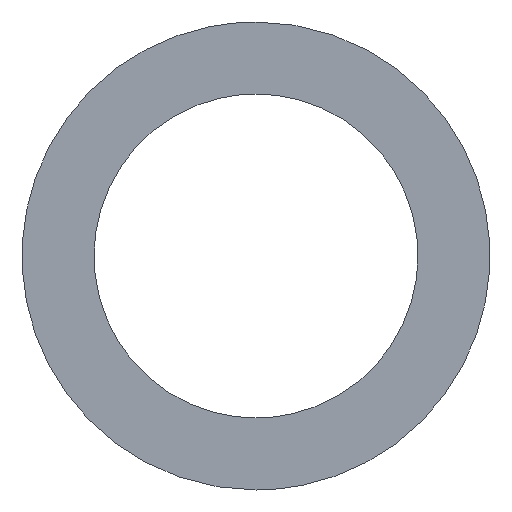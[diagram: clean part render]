
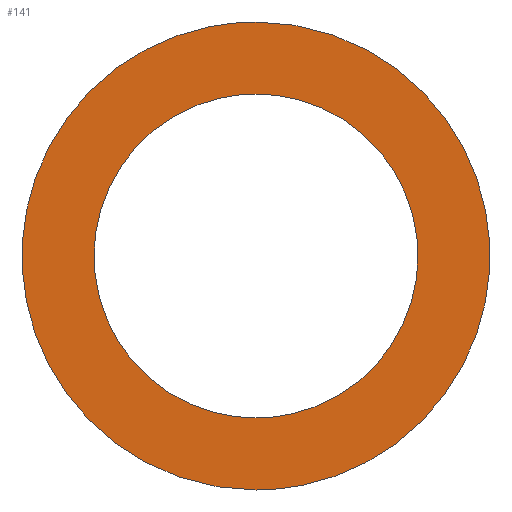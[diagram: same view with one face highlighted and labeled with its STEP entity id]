
A CAD part, front view. The second image highlights one B-rep face of the part: STEP entity #141.
In plain terms, the highlighted free-form (B-spline) face has degree [1, 1] with [2, 2] control points.
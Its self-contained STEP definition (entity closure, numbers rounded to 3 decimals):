
#24 = VERTEX_POINT('',#25);
#25 = CARTESIAN_POINT('',(0.,0.,-4.656));
#30 = EDGE_CURVE('',#24,#31,#33,.T.);
#31 = VERTEX_POINT('',#32);
#32 = CARTESIAN_POINT('',(0.,0.,4.656));
#33 = ( BOUNDED_CURVE() B_SPLINE_CURVE(2,(#34,#35,#36,#37,#38),
.UNSPECIFIED.,.F.,.F.) B_SPLINE_CURVE_WITH_KNOTS((3,2,3),(3.142,
4.712,6.283),.PIECEWISE_BEZIER_KNOTS.) CURVE() 
GEOMETRIC_REPRESENTATION_ITEM() RATIONAL_B_SPLINE_CURVE((1.,
0.707,1.,0.707,1.)) REPRESENTATION_ITEM('') );
#34 = CARTESIAN_POINT('',(0.,0.,-4.656));
#35 = CARTESIAN_POINT('',(-4.656,0.,-4.656));
#36 = CARTESIAN_POINT('',(-4.656,0.,0.));
#37 = CARTESIAN_POINT('',(-4.656,0.,4.656));
#38 = CARTESIAN_POINT('',(0.,0.,4.656));
#82 = VERTEX_POINT('',#83);
#83 = CARTESIAN_POINT('',(0.,0.,6.725));
#88 = EDGE_CURVE('',#82,#89,#91,.T.);
#89 = VERTEX_POINT('',#90);
#90 = CARTESIAN_POINT('',(0.,0.,-6.725));
#91 = ( BOUNDED_CURVE() B_SPLINE_CURVE(2,(#92,#93,#94,#95,#96),
.UNSPECIFIED.,.F.,.F.) B_SPLINE_CURVE_WITH_KNOTS((3,2,3),(0.,
1.571,3.142),.PIECEWISE_BEZIER_KNOTS.) CURVE() 
GEOMETRIC_REPRESENTATION_ITEM() RATIONAL_B_SPLINE_CURVE((1.,
0.707,1.,0.707,1.)) REPRESENTATION_ITEM('') );
#92 = CARTESIAN_POINT('',(0.,0.,6.725));
#93 = CARTESIAN_POINT('',(6.725,0.,6.725));
#94 = CARTESIAN_POINT('',(6.725,0.,0.));
#95 = CARTESIAN_POINT('',(6.725,0.,-6.725));
#96 = CARTESIAN_POINT('',(0.,0.,-6.725));
#141 = ADVANCED_FACE('',(#142,#153),#164,.F.);
#142 = FACE_BOUND('',#143,.T.);
#143 = EDGE_LOOP('',(#144,#152));
#144 = ORIENTED_EDGE('',*,*,#145,.F.);
#145 = EDGE_CURVE('',#89,#82,#146,.T.);
#146 = ( BOUNDED_CURVE() B_SPLINE_CURVE(2,(#147,#148,#149,#150,#151),
.UNSPECIFIED.,.F.,.F.) B_SPLINE_CURVE_WITH_KNOTS((3,2,3),(3.142,
4.712,6.283),.PIECEWISE_BEZIER_KNOTS.) CURVE() 
GEOMETRIC_REPRESENTATION_ITEM() RATIONAL_B_SPLINE_CURVE((1.,
0.707,1.,0.707,1.)) REPRESENTATION_ITEM('') );
#147 = CARTESIAN_POINT('',(0.,0.,-6.725));
#148 = CARTESIAN_POINT('',(-6.725,0.,-6.725));
#149 = CARTESIAN_POINT('',(-6.725,0.,0.));
#150 = CARTESIAN_POINT('',(-6.725,0.,6.725));
#151 = CARTESIAN_POINT('',(0.,0.,6.725));
#152 = ORIENTED_EDGE('',*,*,#88,.F.);
#153 = FACE_BOUND('',#154,.T.);
#154 = EDGE_LOOP('',(#155,#156));
#155 = ORIENTED_EDGE('',*,*,#30,.T.);
#156 = ORIENTED_EDGE('',*,*,#157,.T.);
#157 = EDGE_CURVE('',#31,#24,#158,.T.);
#158 = ( BOUNDED_CURVE() B_SPLINE_CURVE(2,(#159,#160,#161,#162,#163),
.UNSPECIFIED.,.F.,.F.) B_SPLINE_CURVE_WITH_KNOTS((3,2,3),(0.,
1.571,3.142),.PIECEWISE_BEZIER_KNOTS.) CURVE() 
GEOMETRIC_REPRESENTATION_ITEM() RATIONAL_B_SPLINE_CURVE((1.,
0.707,1.,0.707,1.)) REPRESENTATION_ITEM('') );
#159 = CARTESIAN_POINT('',(0.,0.,4.656));
#160 = CARTESIAN_POINT('',(4.656,0.,4.656));
#161 = CARTESIAN_POINT('',(4.656,0.,0.));
#162 = CARTESIAN_POINT('',(4.656,0.,-4.656));
#163 = CARTESIAN_POINT('',(0.,0.,-4.656));
#164 = B_SPLINE_SURFACE_WITH_KNOTS('',1,1,(
    (#165,#166)
    ,(#167,#168
    )),.UNSPECIFIED.,.F.,.F.,.F.,(2,2),(2,2),(-6.5,6.5),(-6.5,6.5),
  .PIECEWISE_BEZIER_KNOTS.);
#165 = CARTESIAN_POINT('',(-6.725,0.,-6.725));
#166 = CARTESIAN_POINT('',(6.725,0.,-6.725));
#167 = CARTESIAN_POINT('',(-6.725,0.,6.725));
#168 = CARTESIAN_POINT('',(6.725,0.,6.725));
